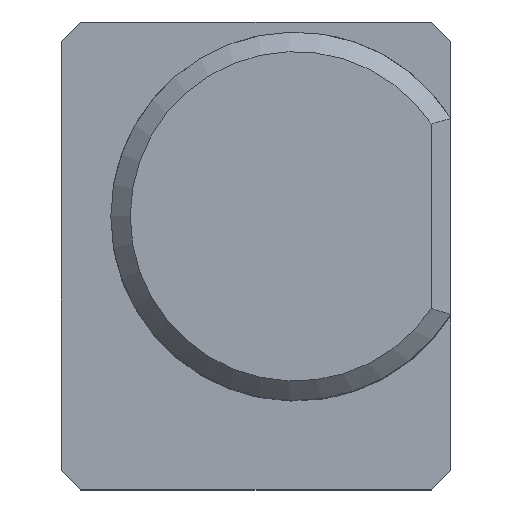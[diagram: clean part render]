
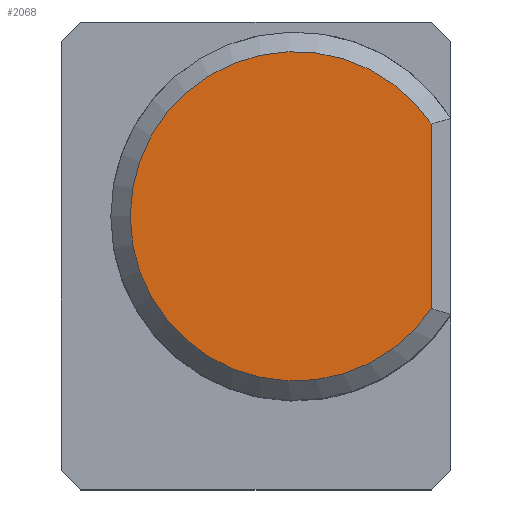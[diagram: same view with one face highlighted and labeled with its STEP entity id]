
A CAD part, top view. The second image highlights one B-rep face of the part: STEP entity #2068.
In plain terms, the highlighted planar face has unit normal (0, 0, 1).
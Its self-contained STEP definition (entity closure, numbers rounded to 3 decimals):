
#1437 = VERTEX_POINT('',#1438);
#1438 = CARTESIAN_POINT('',(7.,4.733,18.));
#1447 = VERTEX_POINT('',#1448);
#1448 = CARTESIAN_POINT('',(7.,-4.733,18.));
#1455 = EDGE_CURVE('',#1437,#1447,#1456,.T.);
#1456 = LINE('',#1457,#1458);
#1457 = CARTESIAN_POINT('',(7.,5.03,18.));
#1458 = VECTOR('',#1459,1.);
#1459 = DIRECTION('',(0.,-1.,0.));
#1571 = EDGE_CURVE('',#1437,#1447,#1572,.T.);
#1572 = CIRCLE('',#1573,8.45);
#1573 = AXIS2_PLACEMENT_3D('',#1574,#1575,#1576);
#1574 = CARTESIAN_POINT('',(0.,0.,18.));
#1575 = DIRECTION('',(0.,-0.,1.));
#1576 = DIRECTION('',(0.847,0.532,0.));
#2068 = ADVANCED_FACE('',(#2069),#2073,.T.);
#2069 = FACE_BOUND('',#2070,.T.);
#2070 = EDGE_LOOP('',(#2071,#2072));
#2071 = ORIENTED_EDGE('',*,*,#1571,.T.);
#2072 = ORIENTED_EDGE('',*,*,#1455,.F.);
#2073 = PLANE('',#2074);
#2074 = AXIS2_PLACEMENT_3D('',#2075,#2076,#2077);
#2075 = CARTESIAN_POINT('',(0.348,0.,18.));
#2076 = DIRECTION('',(0.,0.,1.));
#2077 = DIRECTION('',(1.,0.,0.));
